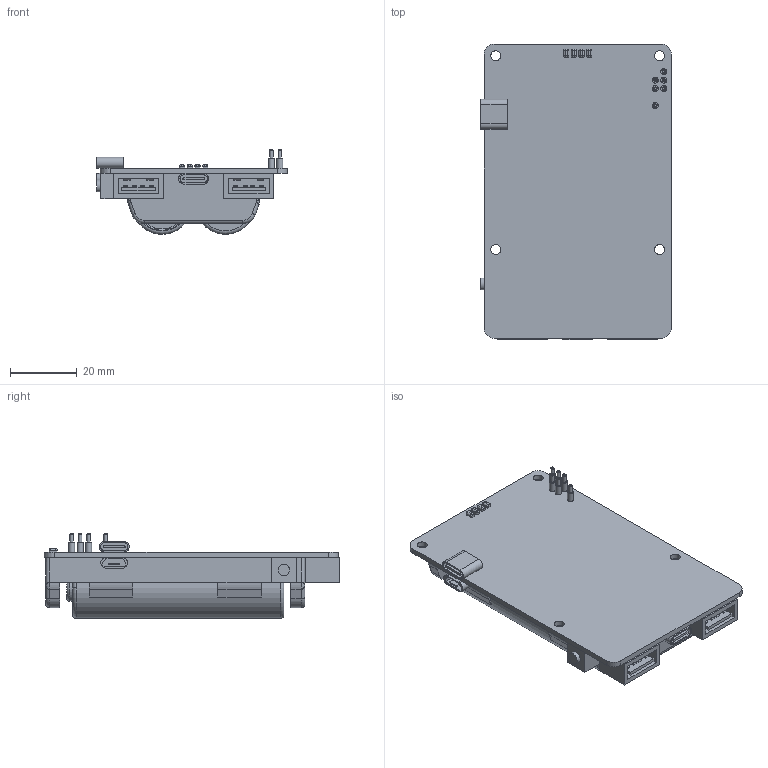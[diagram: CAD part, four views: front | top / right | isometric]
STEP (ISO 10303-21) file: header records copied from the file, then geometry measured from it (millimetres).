
FILE_DESCRIPTION(('FreeCAD Model'),'2;1');
FILE_NAME('Open CASCADE Shape Model','2023-03-15T11:17:47',(''),(''), 'Open CASCADE STEP processor 7.6','FreeCAD','Unknown');
FILE_SCHEMA(('AUTOMOTIVE_DESIGN { 1 0 10303 214 1 1 1 1 }'));
Length unit declared in the file: millimetre
Products named in the file (4): UPS Reference; UPS Box Out; 18650 1; 18650 2
Assembly tree (3 placements, depth 2):
  UPS Reference
    UPS Box Out
    18650 1
    18650 2
Bounding box: 57 x 88.5 x 25.33 mm (x, y, z)
Volume: 54221.3 mm3; surface area: 26756.3 mm2
Topology: 3 solids, 3 shells, 367 faces, 904 edges, 557 vertices
Faces by surface type: plane 208, cylinder 116, torus 23, sphere 16, bspline 4
Full cylindrical faces by diameter (mm): 1 x6, 1.8 x6, 3 x4, 3.5 x1, 8 x4, 15 x3, 18.2 x2
Entity records: 22678 total; most frequent: CARTESIAN_POINT 4404, DIRECTION 3546, LINE 2188, VECTOR 2188, ORIENTED_EDGE 1768, PCURVE 1768, DEFINITIONAL_REPRESENTATION 1768, EDGE_CURVE 884
